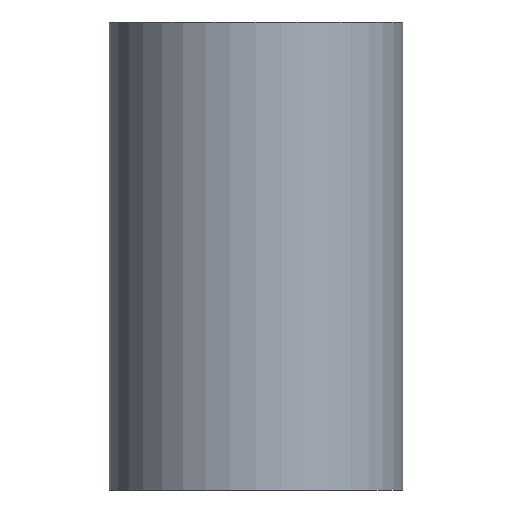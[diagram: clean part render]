
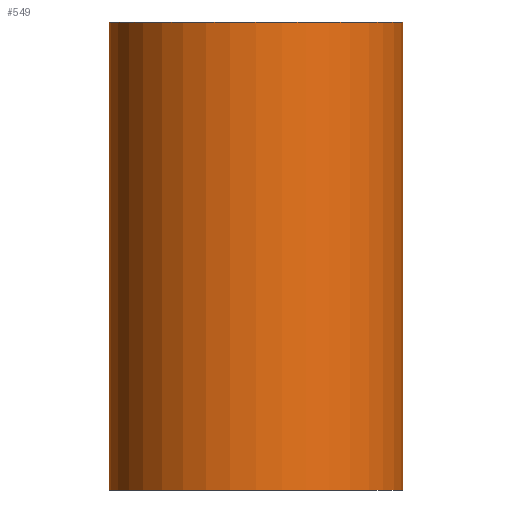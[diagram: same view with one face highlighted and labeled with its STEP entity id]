
A CAD part, front view. The second image highlights one B-rep face of the part: STEP entity #549.
In plain terms, the highlighted cylindrical face has radius 3.988 mm (diameter 7.976 mm), a partial arc.
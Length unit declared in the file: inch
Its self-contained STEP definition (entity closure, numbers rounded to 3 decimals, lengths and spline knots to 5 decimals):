
#18 = CARTESIAN_POINT ( 'NONE',  ( 0.125, -0.593, -0.25 ) ) ;
#31 = VERTEX_POINT ( 'NONE', #18 ) ;
#55 = AXIS2_PLACEMENT_3D ( 'NONE', #389, #180, #378 ) ;
#62 = VERTEX_POINT ( 'NONE', #316 ) ;
#70 = LINE ( 'NONE', #213, #446 ) ;
#99 = ORIENTED_EDGE ( 'NONE', *, *, #487, .F. ) ;
#118 = DIRECTION ( 'NONE',  ( 1., 0., 0. ) ) ;
#128 = AXIS2_PLACEMENT_3D ( 'NONE', #524, #529, #118 ) ;
#131 = CARTESIAN_POINT ( 'NONE',  ( -0.032, -0.75, 0.25 ) ) ;
#167 = CARTESIAN_POINT ( 'NONE',  ( -0.032, -0.75, -0.25 ) ) ;
#169 = CARTESIAN_POINT ( 'NONE',  ( 0.125, -0.75, 0.25 ) ) ;
#180 = DIRECTION ( 'NONE',  ( 0., 0., -1. ) ) ;
#185 = VERTEX_POINT ( 'NONE', #167 ) ;
#206 = EDGE_LOOP ( 'NONE', ( #237, #99, #550, #319 ) ) ;
#213 = CARTESIAN_POINT ( 'NONE',  ( 0.125, -0.593, 0.25 ) ) ;
#237 = ORIENTED_EDGE ( 'NONE', *, *, #456, .F. ) ;
#253 = DIRECTION ( 'NONE',  ( -1., 0., 0. ) ) ;
#254 = AXIS2_PLACEMENT_3D ( 'NONE', #169, #509, #253 ) ;
#259 = DIRECTION ( 'NONE',  ( 0., 0., -1. ) ) ;
#262 = CARTESIAN_POINT ( 'NONE',  ( 0.125, -0.593, 0.25 ) ) ;
#316 = CARTESIAN_POINT ( 'NONE',  ( -0.032, -0.75, 0.25 ) ) ;
#319 = ORIENTED_EDGE ( 'NONE', *, *, #398, .T. ) ;
#323 = CIRCLE ( 'NONE', #128, 0.157 ) ;
#369 = FACE_OUTER_BOUND ( 'NONE', #206, .T. ) ;
#378 = DIRECTION ( 'NONE',  ( 1., 0., 0. ) ) ;
#389 = CARTESIAN_POINT ( 'NONE',  ( 0.125, -0.75, 0.25 ) ) ;
#398 = EDGE_CURVE ( 'NONE', #62, #185, #544, .T. ) ;
#433 = VECTOR ( 'NONE', #519, 39.37008 ) ;
#446 = VECTOR ( 'NONE', #259, 39.37008 ) ;
#451 = VERTEX_POINT ( 'NONE', #262 ) ;
#456 = EDGE_CURVE ( 'NONE', #31, #185, #323, .T. ) ;
#474 = CYLINDRICAL_SURFACE ( 'NONE', #254, 0.157 ) ;
#487 = EDGE_CURVE ( 'NONE', #451, #31, #70, .T. ) ;
#497 = CIRCLE ( 'NONE', #55, 0.157 ) ;
#509 = DIRECTION ( 'NONE',  ( 0., 0., -1. ) ) ;
#519 = DIRECTION ( 'NONE',  ( 0., 0., -1. ) ) ;
#524 = CARTESIAN_POINT ( 'NONE',  ( 0.125, -0.75, -0.25 ) ) ;
#529 = DIRECTION ( 'NONE',  ( 0., 0., -1. ) ) ;
#542 = EDGE_CURVE ( 'NONE', #451, #62, #497, .T. ) ;
#544 = LINE ( 'NONE', #131, #433 ) ;
#549 = ADVANCED_FACE ( 'NONE', ( #369 ), #474, .T. ) ;
#550 = ORIENTED_EDGE ( 'NONE', *, *, #542, .T. ) ;
